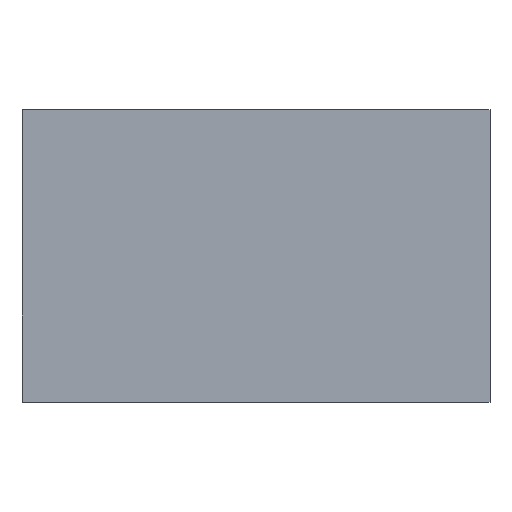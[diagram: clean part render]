
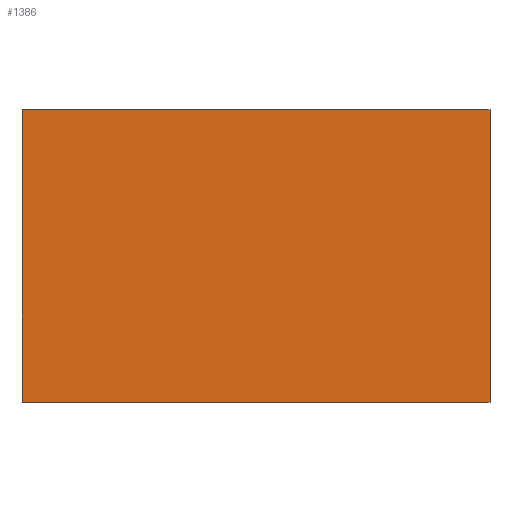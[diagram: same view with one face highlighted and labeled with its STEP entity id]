
A CAD part, top view. The second image highlights one B-rep face of the part: STEP entity #1386.
In plain terms, the highlighted planar face has unit normal (0, 0, 1).
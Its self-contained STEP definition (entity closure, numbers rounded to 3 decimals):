
#119=LINE('',#2791,#223);
#121=LINE('',#2795,#225);
#123=LINE('',#2799,#227);
#125=LINE('',#2802,#229);
#223=VECTOR('',#1572,10.);
#225=VECTOR('',#1576,10.);
#227=VECTOR('',#1580,10.);
#229=VECTOR('',#1584,10.);
#358=FACE_OUTER_BOUND('',#438,.T.);
#438=EDGE_LOOP('',(#1276,#1277,#1278,#1279));
#672=VERTEX_POINT('',#2788);
#673=VERTEX_POINT('',#2790);
#674=VERTEX_POINT('',#2794);
#675=VERTEX_POINT('',#2798);
#873=EDGE_CURVE('',#672,#673,#119,.T.);
#875=EDGE_CURVE('',#673,#674,#121,.T.);
#877=EDGE_CURVE('',#674,#675,#123,.T.);
#879=EDGE_CURVE('',#675,#672,#125,.T.);
#1276=ORIENTED_EDGE('',*,*,#873,.F.);
#1277=ORIENTED_EDGE('',*,*,#879,.F.);
#1278=ORIENTED_EDGE('',*,*,#877,.F.);
#1279=ORIENTED_EDGE('',*,*,#875,.F.);
#1311=PLANE('',#1431);
#1386=ADVANCED_FACE('',(#358),#1311,.T.);
#1431=AXIS2_PLACEMENT_3D('',#2803,#1585,#1586);
#1572=DIRECTION('',(0.,-1.,0.));
#1576=DIRECTION('',(-1.,0.,0.));
#1580=DIRECTION('',(0.,1.,0.));
#1584=DIRECTION('',(1.,0.,0.));
#1585=DIRECTION('center_axis',(0.,0.,1.));
#1586=DIRECTION('ref_axis',(1.,0.,0.));
#2788=CARTESIAN_POINT('',(1.,0.625,0.5));
#2790=CARTESIAN_POINT('',(1.,-0.625,0.5));
#2791=CARTESIAN_POINT('',(1.,0.625,0.5));
#2794=CARTESIAN_POINT('',(-1.,-0.625,0.5));
#2795=CARTESIAN_POINT('',(1.,-0.625,0.5));
#2798=CARTESIAN_POINT('',(-1.,0.625,0.5));
#2799=CARTESIAN_POINT('',(-1.,-0.625,0.5));
#2802=CARTESIAN_POINT('',(-1.,0.625,0.5));
#2803=CARTESIAN_POINT('Origin',(0.,0.,0.5));
